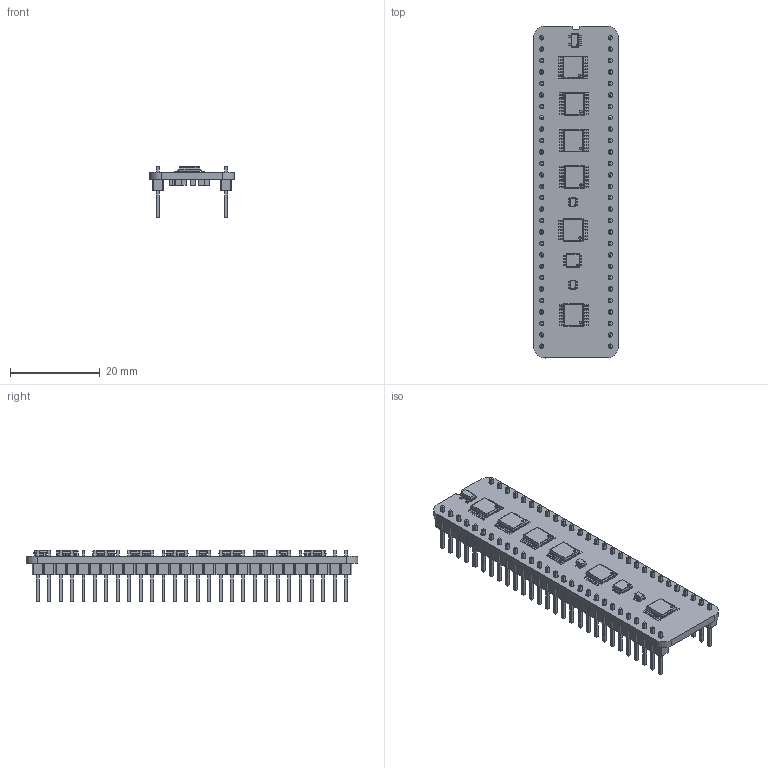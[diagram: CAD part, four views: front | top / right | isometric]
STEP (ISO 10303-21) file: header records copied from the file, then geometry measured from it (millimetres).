
FILE_DESCRIPTION(('KiCad electronic assembly'),'2;1');
FILE_NAME('MPU Address Decode.step','2024-06-11T19:48:47',('Pcbnew'),( 'Kicad'),'Open CASCADE STEP processor 7.8','KiCad to STEP converter' ,'Unknown');
FILE_SCHEMA(('AUTOMOTIVE_DESIGN { 1 0 10303 214 1 1 1 1 }'));
Length unit declared in the file: millimetre
Products named in the file (16): MPU Address Decode 1; MC74VHC139DR2G; ASSEMBLY; 74LVC2G04GW-Q100H; 74LVC74APW,118; 74LVC2G08DP-Q100H; AP7365-33WG-7; C_0805_2012Metric; PinHeader_1x28_P2.54mm_Vertical; PinHeader_1x28_P254mm_Vertical; HCP65 MPU Address Decode_PCB
Assembly tree (31 placements, depth 3):
  MPU Address Decode 1
    MC74VHC139DR2G  x5
      ASSEMBLY
    74LVC2G04GW-Q100H  x2
      ASSEMBLY
    74LVC74APW,118
      ASSEMBLY
    74LVC2G08DP-Q100H
      ASSEMBLY
    AP7365-33WG-7
      ASSEMBLY
    C_0805_2012Metric  x11
      C_0805_2012Metric
    PinHeader_1x28_P2.54mm_Vertical  x2
      PinHeader_1x28_P254mm_Vertical
    HCP65 MPU Address Decode_PCB
Bounding box: 18.8 x 73.81 x 11.54 mm (x, y, z)
Volume: 3422.2 mm3; surface area: 6687.5 mm2
Topology: 143 solids, 143 shells, 3515 faces, 8647 edges, 5562 vertices
Faces by surface type: plane 2875, cylinder 640
Full cylindrical faces by diameter (mm): 0.156 x2, 0.2 x1, 0.375 x1, 0.55 x6, 1 x56
Entity records: 49658 total; most frequent: CARTESIAN_POINT 7713, ORIENTED_EDGE 7504, DIRECTION 7364, EDGE_CURVE 3752, LINE 3262, VECTOR 3262, VERTEX_POINT 2400, AXIS2_PLACEMENT_3D 2051
